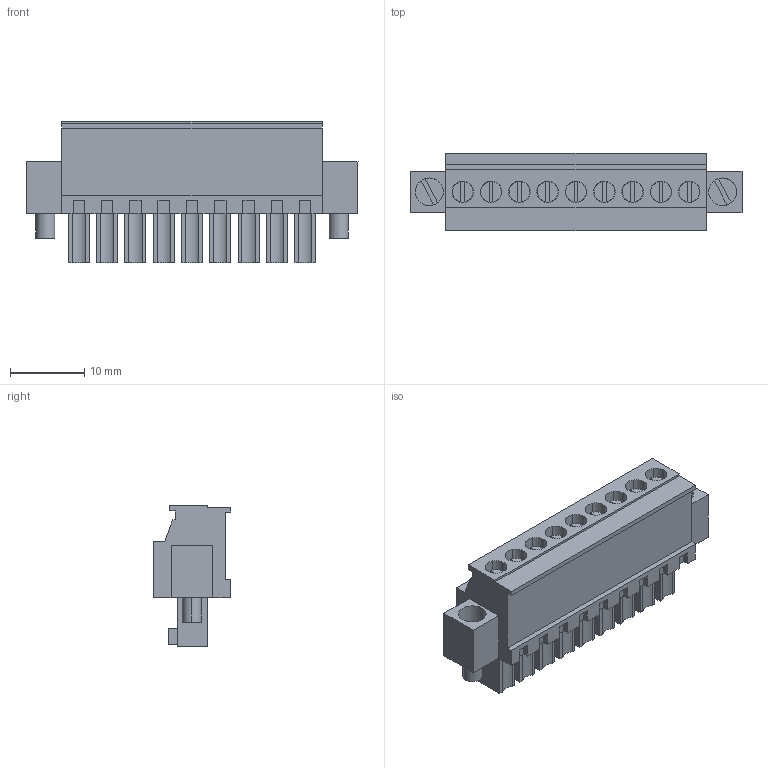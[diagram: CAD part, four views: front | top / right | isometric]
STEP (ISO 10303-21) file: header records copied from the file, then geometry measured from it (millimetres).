
FILE_DESCRIPTION(('CATIA V5 STEP Exchange','CAx-IF Rec.Pracs.--- Model Styling and Organization---1.2---2011-12-15'),'2;1');
FILE_NAME ('D1458824_0_1899540000_1899540000.stp','2017-04-11T09:54:30+00:00',('none'),('Weidmueller'),'CATIA Version 5-6 Release 2014','CATIA V5 STEP AP214','none');
FILE_SCHEMA(('AUTOMOTIVE_DESIGN { 1 0 10303 214 1 1 1 1 }'));
Length unit declared in the file: millimetre
Products named in the file (1): 1899540000
Bounding box: 44.68 x 10.45 x 19.1 mm (x, y, z)
Volume: 4580.7 mm3; surface area: 4019.5 mm2
Topology: 12 solids, 12 shells, 424 faces, 1063 edges, 714 vertices
Faces by surface type: plane 332, cylinder 92
Entity records: 11917 total; most frequent: CARTESIAN_POINT 2333, ORIENTED_EDGE 2126, DIRECTION 1584, EDGE_CURVE 1063, VECTOR 835, LINE 835, VERTEX_POINT 714, EDGE_LOOP 479
